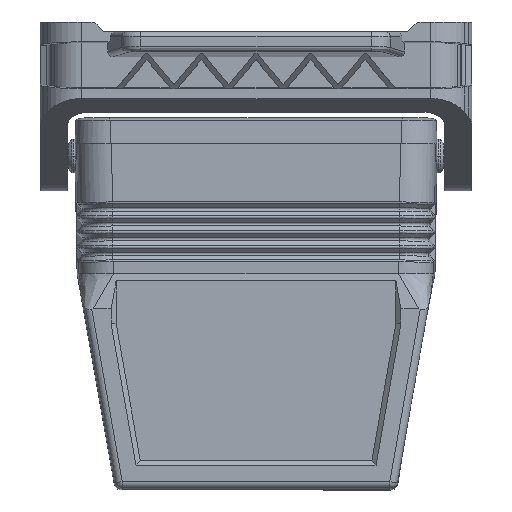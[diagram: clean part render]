
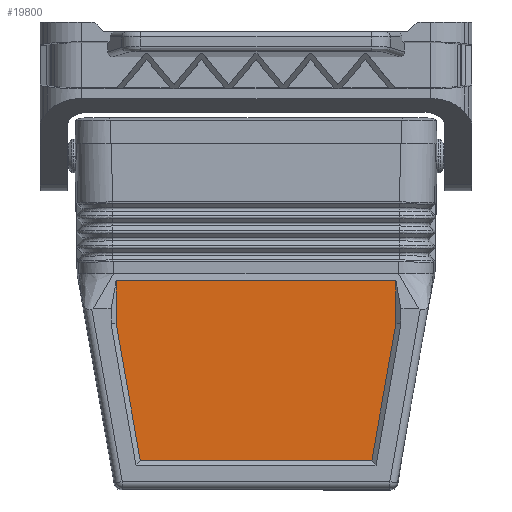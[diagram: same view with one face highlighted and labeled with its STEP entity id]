
A CAD part, front view. The second image highlights one B-rep face of the part: STEP entity #19800.
In plain terms, the highlighted face is planar.
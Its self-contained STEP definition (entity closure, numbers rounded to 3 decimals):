
#7730=CARTESIAN_POINT('',(117.12,-0.759,
27.871));
#7740=VERTEX_POINT('',#7730);
#7770=CARTESIAN_POINT('',(117.12,25.163,
27.871));
#7780=DIRECTION('',(0.,-1.,0.));
#7790=VECTOR('',#7780,1.);
#7800=LINE('',#7770,#7790);
#7810=CARTESIAN_POINT('',(117.12,55.579,
27.871));
#7820=VERTEX_POINT('',#7810);
#7830=EDGE_CURVE('',#7820,#7740,#7800,.T.);
#19340=CARTESIAN_POINT('',(117.12,54.827,
50.993));
#19350=DIRECTION('',(1.,0.,0.));
#19360=DIRECTION('',(0.,1.,0.));
#19370=AXIS2_PLACEMENT_3D('',#19340,#19350,#19360);
#19380=PLANE('',#19370);
#19390=CARTESIAN_POINT('',(117.12,-1.158,
34.229));
#19400=DIRECTION('',(0.,0.174,0.985));
#19410=VECTOR('',#19400,1.);
#19420=LINE('',#19390,#19410);
#19430=CARTESIAN_POINT('',(117.12,-0.759,
36.494));
#19440=VERTEX_POINT('',#19430);
#19450=CARTESIAN_POINT('',(117.12,4.087,
64.));
#19460=VERTEX_POINT('',#19450);
#19470=EDGE_CURVE('',#19440,#19460,#19420,.T.);
#19480=ORIENTED_EDGE('',*,*,#19470,.F.);
#19490=CARTESIAN_POINT('',(117.12,25.163,
64.));
#19500=DIRECTION('',(0.,1.,0.));
#19510=VECTOR('',#19500,1.);
#19520=LINE('',#19490,#19510);
#19530=CARTESIAN_POINT('',(117.12,50.734,
64.));
#19540=VERTEX_POINT('',#19530);
#19550=EDGE_CURVE('',#19460,#19540,#19520,.T.);
#19560=ORIENTED_EDGE('',*,*,#19550,.F.);
#19570=CARTESIAN_POINT('',(117.12,55.979,
34.229));
#19580=DIRECTION('',(0.,-0.174,0.985));
#19590=VECTOR('',#19580,1.);
#19600=LINE('',#19570,#19590);
#19610=CARTESIAN_POINT('',(117.12,55.579,
36.5));
#19620=VERTEX_POINT('',#19610);
#19630=EDGE_CURVE('',#19620,#19540,#19600,.T.);
#19640=ORIENTED_EDGE('',*,*,#19630,.T.);
#19650=CARTESIAN_POINT('',(117.12,55.579,
34.229));
#19660=DIRECTION('',(0.,-0.,-1.));
#19670=VECTOR('',#19660,1.);
#19680=LINE('',#19650,#19670);
#19690=EDGE_CURVE('',#19620,#7820,#19680,.T.);
#19700=ORIENTED_EDGE('',*,*,#19690,.F.);
#19710=ORIENTED_EDGE('',*,*,#7830,.F.);
#19720=CARTESIAN_POINT('',(117.12,-0.759,
34.229));
#19730=DIRECTION('',(0.,0.,-1.));
#19740=VECTOR('',#19730,1.);
#19750=LINE('',#19720,#19740);
#19760=EDGE_CURVE('',#19440,#7740,#19750,.T.);
#19770=ORIENTED_EDGE('',*,*,#19760,.T.);
#19780=EDGE_LOOP('',(#19770,#19710,#19700,#19640,#19560,#19480));
#19790=FACE_OUTER_BOUND('',#19780,.T.);
#19800=ADVANCED_FACE('',(#19790),#19380,.T.);
